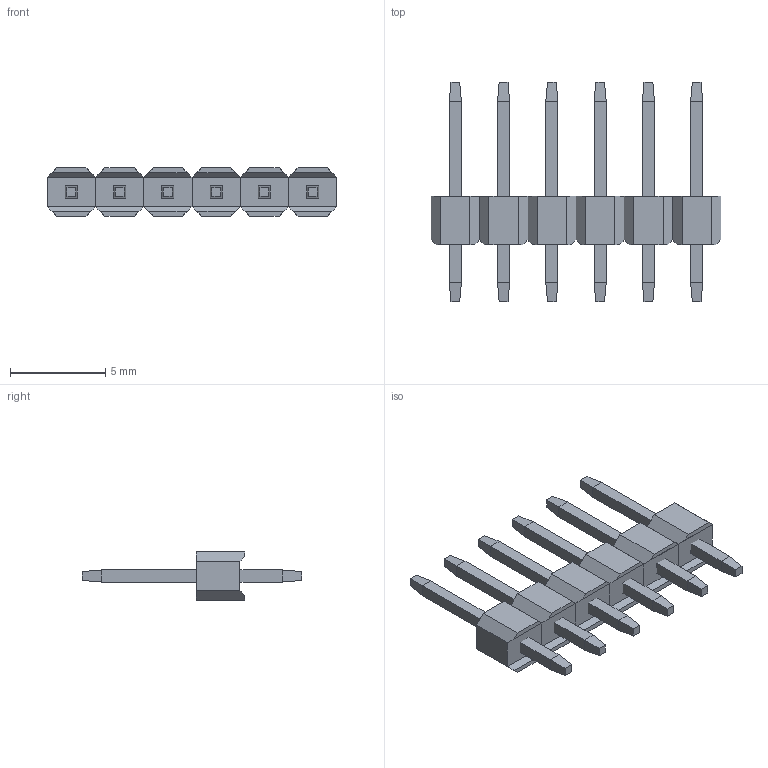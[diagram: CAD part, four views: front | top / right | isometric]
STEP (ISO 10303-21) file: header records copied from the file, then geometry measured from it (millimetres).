
FILE_DESCRIPTION (( 'STEP AP214' ), '1' );
FILE_NAME ('Header_Male_2.54_1x2_2211S-06G.STEP', '2018-06-21T17:23:57', ( '' ), ( '' ), 'SwSTEP 2.0', 'SolidWorks 2018', '' );
FILE_SCHEMA (( 'AUTOMOTIVE_DESIGN' ));
Length unit declared in the file: millimetre
Products named in the file (1): Header_Male_2.54_1x2_2211S-06G
Bounding box: 15.24 x 11.54 x 2.54 mm (x, y, z)
Volume: 105.5 mm3; surface area: 351.8 mm2
Topology: 18 solids, 18 shells, 204 faces, 432 edges, 264 vertices
Faces by surface type: plane 204
Entity records: 7317 total; most frequent: CARTESIAN_POINT 901, ORIENTED_EDGE 864, DIRECTION 842, LINE 432, EDGE_CURVE 432, VECTOR 432, VERTEX_POINT 264, AXIS2_PLACEMENT_3D 205
